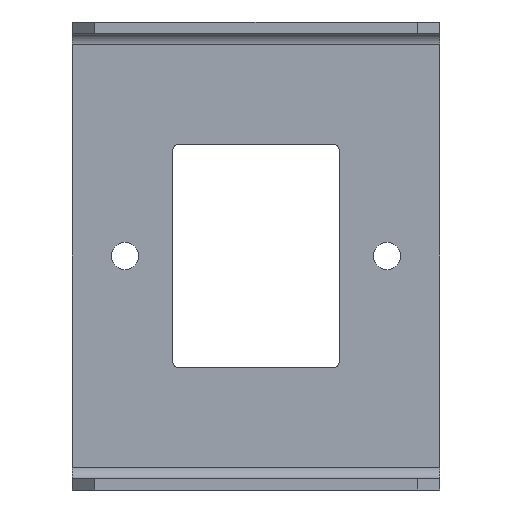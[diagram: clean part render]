
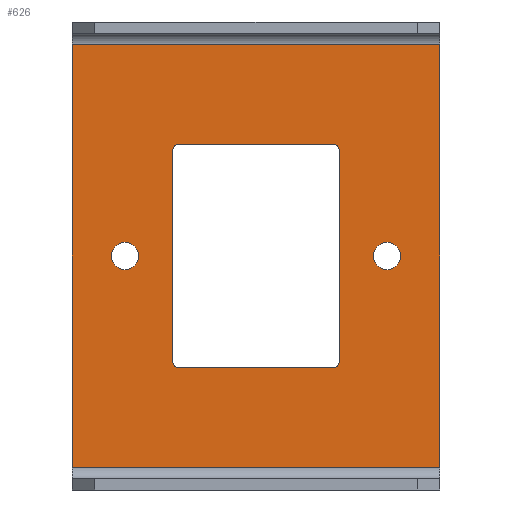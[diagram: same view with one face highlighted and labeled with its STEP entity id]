
A CAD part, left-side view. The second image highlights one B-rep face of the part: STEP entity #626.
In plain terms, the highlighted planar face has unit normal (-1, 0, 0).
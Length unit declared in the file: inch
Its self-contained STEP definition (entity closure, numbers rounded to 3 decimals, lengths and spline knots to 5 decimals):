
#22=LINE($,#922,#78);
#32=LINE($,#946,#88);
#50=LINE($,#991,#106);
#53=LINE($,#1002,#109);
#57=LINE($,#1014,#113);
#60=LINE($,#1023,#116);
#63=LINE($,#1037,#119);
#65=LINE($,#1041,#121);
#78=VECTOR($,#741,2.37024);
#88=VECTOR($,#761,2.37024);
#106=VECTOR($,#801,1.18824);
#109=VECTOR($,#812,0.872);
#113=VECTOR($,#824,1.18824);
#116=VECTOR($,#835,0.872);
#119=VECTOR($,#852,2.06);
#121=VECTOR($,#858,2.06);
#138=PLANE($,#689);
#153=FACE_BOUND($,#231,.T.);
#154=FACE_BOUND($,#232,.T.);
#155=FACE_BOUND($,#233,.T.);
#188=FACE_OUTER_BOUND($,#230,.T.);
#230=EDGE_LOOP($,(#531,#532,#533,#534));
#231=EDGE_LOOP($,(#535,#536,#537,#538,#539,#540,#541,#542));
#232=EDGE_LOOP($,(#543));
#233=EDGE_LOOP($,(#544));
#264=CIRCLE($,#667,0.031);
#266=CIRCLE($,#671,0.031);
#268=CIRCLE($,#675,0.031);
#270=CIRCLE($,#679,0.031);
#272=CIRCLE($,#683,0.0765);
#274=CIRCLE($,#686,0.0765);
#294=VERTEX_POINT($,#919);
#295=VERTEX_POINT($,#921);
#303=VERTEX_POINT($,#943);
#304=VERTEX_POINT($,#945);
#317=VERTEX_POINT($,#981);
#318=VERTEX_POINT($,#983);
#320=VERTEX_POINT($,#989);
#323=VERTEX_POINT($,#996);
#324=VERTEX_POINT($,#998);
#327=VERTEX_POINT($,#1008);
#328=VERTEX_POINT($,#1010);
#330=VERTEX_POINT($,#1019);
#332=VERTEX_POINT($,#1028);
#334=VERTEX_POINT($,#1033);
#355=EDGE_CURVE($,#294,#295,#22,.T.);
#367=EDGE_CURVE($,#303,#304,#32,.T.);
#386=EDGE_CURVE($,#317,#318,#264,.T.);
#390=EDGE_CURVE($,#317,#320,#50,.T.);
#393=EDGE_CURVE($,#323,#324,#266,.T.);
#395=EDGE_CURVE($,#323,#318,#53,.T.);
#399=EDGE_CURVE($,#327,#328,#268,.T.);
#401=EDGE_CURVE($,#327,#324,#57,.T.);
#405=EDGE_CURVE($,#330,#320,#270,.T.);
#406=EDGE_CURVE($,#330,#328,#60,.T.);
#409=EDGE_CURVE($,#332,#332,#272,.T.);
#411=EDGE_CURVE($,#334,#334,#274,.T.);
#413=EDGE_CURVE($,#303,#295,#63,.T.);
#415=EDGE_CURVE($,#294,#304,#65,.T.);
#531=ORIENTED_EDGE($,*,*,#413,.T.);
#532=ORIENTED_EDGE($,*,*,#355,.F.);
#533=ORIENTED_EDGE($,*,*,#415,.T.);
#534=ORIENTED_EDGE($,*,*,#367,.F.);
#535=ORIENTED_EDGE($,*,*,#406,.T.);
#536=ORIENTED_EDGE($,*,*,#399,.F.);
#537=ORIENTED_EDGE($,*,*,#401,.T.);
#538=ORIENTED_EDGE($,*,*,#393,.F.);
#539=ORIENTED_EDGE($,*,*,#395,.T.);
#540=ORIENTED_EDGE($,*,*,#386,.F.);
#541=ORIENTED_EDGE($,*,*,#390,.T.);
#542=ORIENTED_EDGE($,*,*,#405,.F.);
#543=ORIENTED_EDGE($,*,*,#409,.T.);
#544=ORIENTED_EDGE($,*,*,#411,.T.);
#626=ADVANCED_FACE($,(#188,#153,#154,#155),#138,.F.);
#667=AXIS2_PLACEMENT_3D($,#984,#794,#795);
#671=AXIS2_PLACEMENT_3D($,#999,#807,#808);
#675=AXIS2_PLACEMENT_3D($,#1011,#819,#820);
#679=AXIS2_PLACEMENT_3D($,#1021,#831,#832);
#683=AXIS2_PLACEMENT_3D($,#1029,#841,#842);
#686=AXIS2_PLACEMENT_3D($,#1034,#847,#848);
#689=AXIS2_PLACEMENT_3D($,#1040,#856,#857);
#741=DIRECTION($,(0.,0.,-1.));
#761=DIRECTION($,(0.,0.,1.));
#794=DIRECTION('center_axis',(-1.,0.,0.));
#795=DIRECTION('ref_axis',(0.,-0.707,0.707));
#801=DIRECTION($,(0.,0.,-1.));
#807=DIRECTION('center_axis',(-1.,0.,0.));
#808=DIRECTION('ref_axis',(0.,0.707,0.707));
#812=DIRECTION($,(0.,-1.,0.));
#819=DIRECTION('center_axis',(-1.,0.,0.));
#820=DIRECTION('ref_axis',(0.,0.707,-0.707));
#824=DIRECTION($,(0.,0.,1.));
#831=DIRECTION('center_axis',(-1.,0.,0.));
#832=DIRECTION('ref_axis',(0.,-0.707,-0.707));
#835=DIRECTION($,(0.,1.,0.));
#841=DIRECTION('center_axis',(1.,0.,0.));
#842=DIRECTION('ref_axis',(0.,0.,-1.));
#847=DIRECTION('center_axis',(1.,0.,0.));
#848=DIRECTION('ref_axis',(0.,0.,-1.));
#852=DIRECTION($,(0.,-1.,0.));
#856=DIRECTION('center_axis',(1.,0.,0.));
#857=DIRECTION('ref_axis',(0.,0.,-1.));
#858=DIRECTION($,(0.,1.,0.));
#919=CARTESIAN_POINT('',(1.19162,-1.01104,-0.064));
#921=CARTESIAN_POINT('',(1.19162,-1.01104,-2.43424));
#922=CARTESIAN_POINT($,(1.19162,-1.01104,-0.064));
#943=CARTESIAN_POINT('',(1.19162,1.04896,-2.43424));
#945=CARTESIAN_POINT('',(1.19162,1.04896,-0.064));
#946=CARTESIAN_POINT($,(1.19162,1.04896,-2.43424));
#981=CARTESIAN_POINT('',(1.19162,-0.44804,-0.655));
#983=CARTESIAN_POINT('',(1.19162,-0.41704,-0.624));
#984=CARTESIAN_POINT('Origin',(1.19162,-0.41704,-0.655));
#989=CARTESIAN_POINT('',(1.19162,-0.44804,-1.84324));
#991=CARTESIAN_POINT($,(1.19162,-0.44804,-0.655));
#996=CARTESIAN_POINT('',(1.19162,0.45496,-0.624));
#998=CARTESIAN_POINT('',(1.19162,0.48596,-0.655));
#999=CARTESIAN_POINT('Origin',(1.19162,0.45496,-0.655));
#1002=CARTESIAN_POINT($,(1.19162,0.45496,-0.624));
#1008=CARTESIAN_POINT('',(1.19162,0.48596,-1.84324));
#1010=CARTESIAN_POINT('',(1.19162,0.45496,-1.87424));
#1011=CARTESIAN_POINT('Origin',(1.19162,0.45496,-1.84324));
#1014=CARTESIAN_POINT($,(1.19162,0.48596,-1.84324));
#1019=CARTESIAN_POINT('',(1.19162,-0.41704,-1.87424));
#1021=CARTESIAN_POINT('Origin',(1.19162,-0.41704,-1.84324));
#1023=CARTESIAN_POINT($,(1.19162,-0.41704,-1.87424));
#1028=CARTESIAN_POINT('',(1.19162,-0.71604,-1.32562));
#1029=CARTESIAN_POINT('Origin',(1.19162,-0.71604,-1.24912));
#1033=CARTESIAN_POINT('',(1.19162,0.75396,-1.32562));
#1034=CARTESIAN_POINT('Origin',(1.19162,0.75396,-1.24912));
#1037=CARTESIAN_POINT($,(1.19162,1.04896,-2.43424));
#1040=CARTESIAN_POINT('Origin',(1.19162,0.01896,-1.24912));
#1041=CARTESIAN_POINT($,(1.19162,-1.01104,-0.064));
